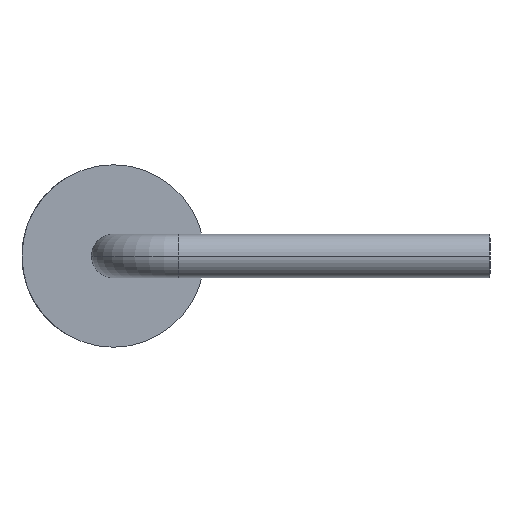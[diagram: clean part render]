
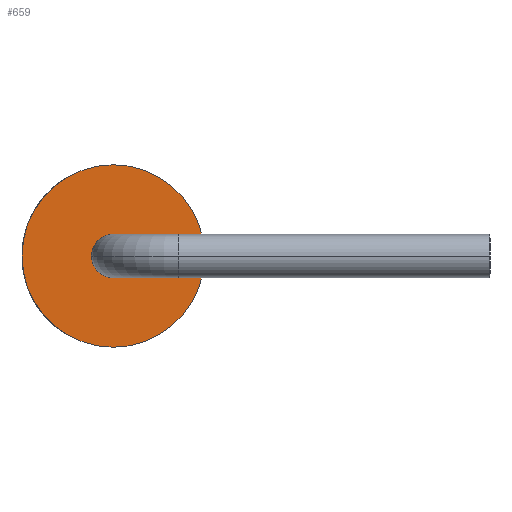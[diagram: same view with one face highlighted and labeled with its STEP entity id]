
A CAD part, left-side view. The second image highlights one B-rep face of the part: STEP entity #659.
In plain terms, the highlighted planar face has unit normal (-1, 0, 0).
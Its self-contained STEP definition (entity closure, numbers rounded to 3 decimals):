
#133 = AXIS2_PLACEMENT_3D ( 'NONE', #3146, #197, #686 ) ;
#148 = EDGE_LOOP ( 'NONE', ( #3106, #1602 ) ) ;
#197 = DIRECTION ( 'NONE',  ( 1., 0., 0. ) ) ;
#296 = FACE_BOUND ( 'NONE', #2213, .T. ) ;
#344 = CARTESIAN_POINT ( 'NONE',  ( 2.995, 2.15, 0. ) ) ;
#345 = CIRCLE ( 'NONE', #133, 1.15 ) ;
#353 = AXIS2_PLACEMENT_3D ( 'NONE', #2893, #1293, #1842 ) ;
#503 = CARTESIAN_POINT ( 'NONE',  ( 2.995, 2.15, -1.15 ) ) ;
#524 = CIRCLE ( 'NONE', #1802, 0.275 ) ;
#659 = ADVANCED_FACE ( 'NONE', ( #296, #2911 ), #1037, .F. ) ;
#686 = DIRECTION ( 'NONE',  ( 0., 0., -1. ) ) ;
#922 = DIRECTION ( 'NONE',  ( -1., 0., 0. ) ) ;
#1037 = PLANE ( 'NONE',  #2562 ) ;
#1048 = ORIENTED_EDGE ( 'NONE', *, *, #3398, .F. ) ;
#1181 = EDGE_CURVE ( 'NONE', #2064, #2335, #1508, .T. ) ;
#1233 = EDGE_CURVE ( 'NONE', #2773, #2033, #524, .T. ) ;
#1293 = DIRECTION ( 'NONE',  ( 1., 0., 0. ) ) ;
#1508 = CIRCLE ( 'NONE', #353, 1.15 ) ;
#1568 = DIRECTION ( 'NONE',  ( 0., 0., -1. ) ) ;
#1573 = EDGE_CURVE ( 'NONE', #2335, #2064, #345, .T. ) ;
#1602 = ORIENTED_EDGE ( 'NONE', *, *, #1181, .F. ) ;
#1676 = DIRECTION ( 'NONE',  ( 0., 0., -1. ) ) ;
#1802 = AXIS2_PLACEMENT_3D ( 'NONE', #2706, #922, #2254 ) ;
#1842 = DIRECTION ( 'NONE',  ( 0., 0., -1. ) ) ;
#2033 = VERTEX_POINT ( 'NONE', #2860 ) ;
#2064 = VERTEX_POINT ( 'NONE', #503 ) ;
#2205 = CARTESIAN_POINT ( 'NONE',  ( 2.995, 2.15, 1.15 ) ) ;
#2213 = EDGE_LOOP ( 'NONE', ( #1048, #2914 ) ) ;
#2254 = DIRECTION ( 'NONE',  ( 0., 0., -1. ) ) ;
#2335 = VERTEX_POINT ( 'NONE', #2205 ) ;
#2360 = DIRECTION ( 'NONE',  ( -1., 0., 0. ) ) ;
#2378 = CARTESIAN_POINT ( 'NONE',  ( 2.995, 2.15, 0. ) ) ;
#2488 = DIRECTION ( 'NONE',  ( 1., 0., 0. ) ) ;
#2562 = AXIS2_PLACEMENT_3D ( 'NONE', #344, #2488, #1676 ) ;
#2706 = CARTESIAN_POINT ( 'NONE',  ( 2.995, 2.15, 0. ) ) ;
#2773 = VERTEX_POINT ( 'NONE', #3305 ) ;
#2860 = CARTESIAN_POINT ( 'NONE',  ( 2.995, 1.875, 0. ) ) ;
#2893 = CARTESIAN_POINT ( 'NONE',  ( 2.995, 2.15, 0. ) ) ;
#2911 = FACE_OUTER_BOUND ( 'NONE', #148, .T. ) ;
#2914 = ORIENTED_EDGE ( 'NONE', *, *, #1233, .F. ) ;
#3106 = ORIENTED_EDGE ( 'NONE', *, *, #1573, .F. ) ;
#3146 = CARTESIAN_POINT ( 'NONE',  ( 2.995, 2.15, 0. ) ) ;
#3211 = AXIS2_PLACEMENT_3D ( 'NONE', #2378, #2360, #1568 ) ;
#3305 = CARTESIAN_POINT ( 'NONE',  ( 2.995, 2.425, 0. ) ) ;
#3345 = CIRCLE ( 'NONE', #3211, 0.275 ) ;
#3398 = EDGE_CURVE ( 'NONE', #2033, #2773, #3345, .T. ) ;
